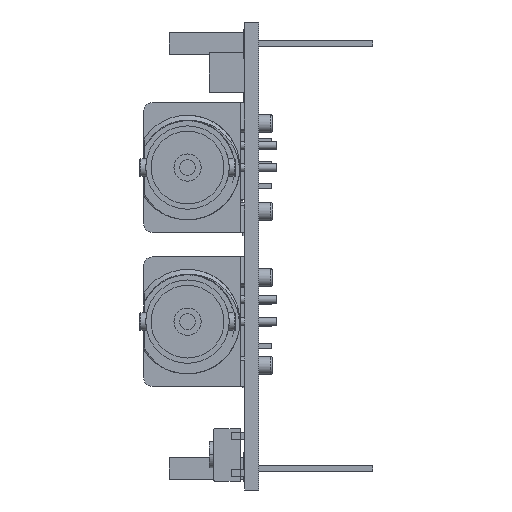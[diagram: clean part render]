
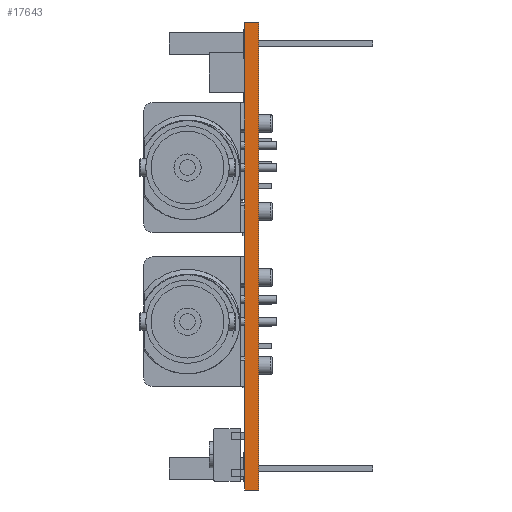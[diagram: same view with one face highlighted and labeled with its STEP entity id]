
A CAD part, left-side view. The second image highlights one B-rep face of the part: STEP entity #17643.
In plain terms, the highlighted planar face has unit normal (-1, 0, 0).
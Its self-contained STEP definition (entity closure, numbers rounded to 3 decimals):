
#102 = DIRECTION ( 'NONE',  ( 0., -1., 0. ) ) ;
#389 = ORIENTED_EDGE ( 'NONE', *, *, #17620, .F. ) ;
#554 = FACE_OUTER_BOUND ( 'NONE', #23599, .T. ) ;
#708 = CARTESIAN_POINT ( 'NONE',  ( 0., 1.6, 0. ) ) ;
#1486 = EDGE_CURVE ( 'NONE', #30280, #36123, #2515, .T. ) ;
#2515 = LINE ( 'NONE', #34706, #25195 ) ;
#3097 = ORIENTED_EDGE ( 'NONE', *, *, #21977, .F. ) ;
#3280 = DIRECTION ( 'NONE',  ( 0., 0., -1. ) ) ;
#6825 = VECTOR ( 'NONE', #3280, 1000. ) ;
#6997 = VECTOR ( 'NONE', #25921, 1000. ) ;
#7531 = ORIENTED_EDGE ( 'NONE', *, *, #1486, .T. ) ;
#7868 = EDGE_CURVE ( 'NONE', #23414, #26531, #34612, .T. ) ;
#10148 = ORIENTED_EDGE ( 'NONE', *, *, #7868, .T. ) ;
#10886 = CARTESIAN_POINT ( 'NONE',  ( 0., 1.6, 0. ) ) ;
#10923 = VECTOR ( 'NONE', #13923, 1000. ) ;
#12070 = CARTESIAN_POINT ( 'NONE',  ( 0., 0., 0. ) ) ;
#13923 = DIRECTION ( 'NONE',  ( 0., 0., 1. ) ) ;
#14751 = LINE ( 'NONE', #22166, #6825 ) ;
#16695 = CARTESIAN_POINT ( 'NONE',  ( 0., 1.6, 0. ) ) ;
#17620 = EDGE_CURVE ( 'NONE', #30280, #26531, #24264, .T. ) ;
#17643 = ADVANCED_FACE ( 'NONE', ( #554 ), #39054, .F. ) ;
#18314 = AXIS2_PLACEMENT_3D ( 'NONE', #16695, #26463, #20422 ) ;
#20422 = DIRECTION ( 'NONE',  ( 0., 0., -1. ) ) ;
#21977 = EDGE_CURVE ( 'NONE', #23414, #36123, #14751, .T. ) ;
#22166 = CARTESIAN_POINT ( 'NONE',  ( 0., 0., 0. ) ) ;
#23414 = VERTEX_POINT ( 'NONE', #12070 ) ;
#23599 = EDGE_LOOP ( 'NONE', ( #10148, #389, #7531, #3097 ) ) ;
#24264 = LINE ( 'NONE', #10886, #10923 ) ;
#25195 = VECTOR ( 'NONE', #102, 1000. ) ;
#25921 = DIRECTION ( 'NONE',  ( 0., 1., 0. ) ) ;
#26463 = DIRECTION ( 'NONE',  ( 1., 0., 0. ) ) ;
#26531 = VERTEX_POINT ( 'NONE', #35977 ) ;
#28004 = CARTESIAN_POINT ( 'NONE',  ( 0., 1.6, -53.3 ) ) ;
#30280 = VERTEX_POINT ( 'NONE', #28004 ) ;
#34612 = LINE ( 'NONE', #708, #6997 ) ;
#34706 = CARTESIAN_POINT ( 'NONE',  ( 0., 1.6, -53.3 ) ) ;
#35977 = CARTESIAN_POINT ( 'NONE',  ( 0., 1.6, 0. ) ) ;
#36123 = VERTEX_POINT ( 'NONE', #36515 ) ;
#36515 = CARTESIAN_POINT ( 'NONE',  ( 0., 0., -53.3 ) ) ;
#39054 = PLANE ( 'NONE',  #18314 ) ;
